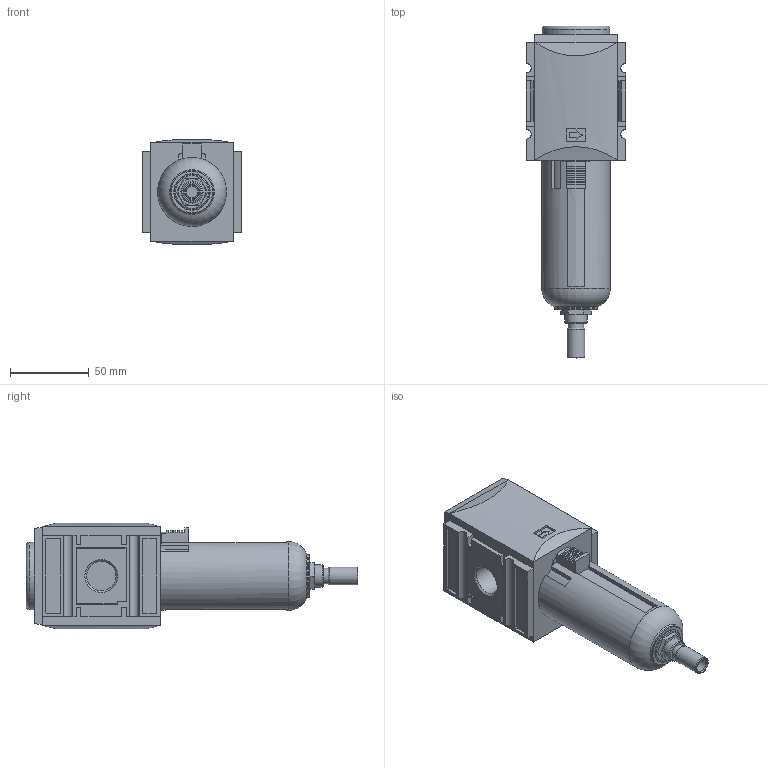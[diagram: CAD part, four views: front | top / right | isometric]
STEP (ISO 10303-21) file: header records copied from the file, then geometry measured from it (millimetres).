
FILE_DESCRIPTION(/* description */ ('STEP AP214'),/* implementation_level */ '2;1');
FILE_NAME(/* name */ '030748',/* time_stamp */ '2026-03-18T11:55:44+01:00',/* author */ ('License CC BY-ND 4.0'),/* organization */ ('CADENAS'),/* preprocessor_version */ 'ST-DEVELOPER v20',/* originating_system */ 'PARTsolutions',/* authorisation */ ' ');
FILE_SCHEMA (('AUTOMOTIVE_DESIGN {1 0 10303 214 3 1 1}'));
Length unit declared in the file: millimetre
Products named in the file (3): 030748; FU 884G 1/2000-1; FU 884_0
Assembly tree (2 placements, depth 2):
  030748
    FU 884G 1/2000-1
    FU 884_0
Bounding box: 63 x 210.8 x 67.13 mm (x, y, z)
Volume: 442475.7 mm3; surface area: 53898.3 mm2
Topology: 2 solids, 3 shells, 314 faces, 797 edges, 521 vertices
Faces by surface type: plane 225, cylinder 64, cone 18, torus 7
Full cylindrical faces by diameter (mm): 7.5 x1, 8.566 x2, 8.7 x2, 8.917 x1, 9.728 x1, 11.3 x1, 14 x1, 18.631 x2, 22 x1, 23 x1, 27 x1, 43 x1, 43.8 x1
Entity records: 11477 total; most frequent: CARTESIAN_POINT 1651, DIRECTION 1552, ORIENTED_EDGE 1524, EDGE_CURVE 762, LINE 570, VECTOR 570, VERTEX_POINT 518, AXIS2_PLACEMENT_3D 491
